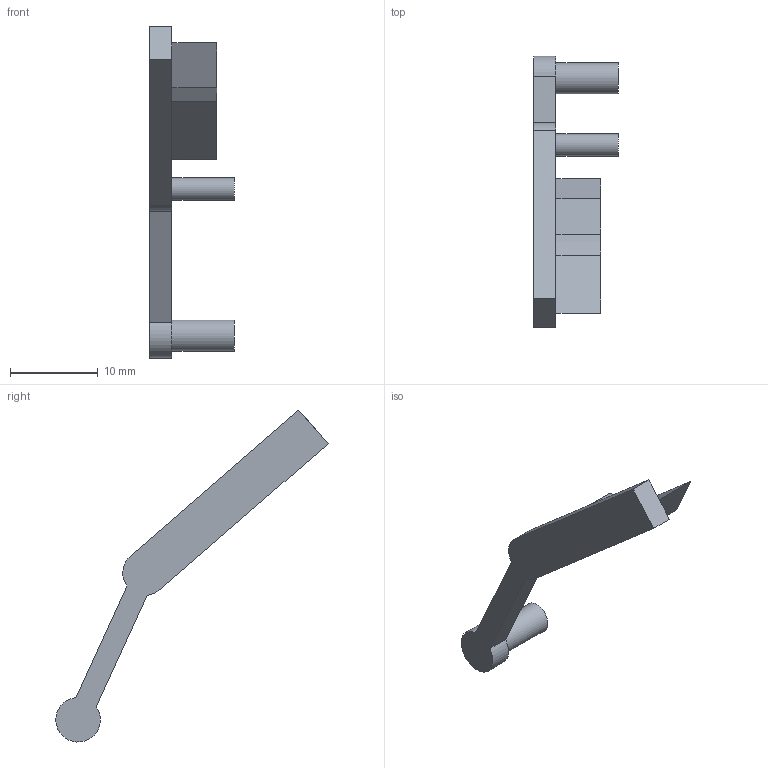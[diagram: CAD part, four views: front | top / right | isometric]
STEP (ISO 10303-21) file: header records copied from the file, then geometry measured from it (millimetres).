
FILE_DESCRIPTION(/* description */ (''),/* implementation_level */ '2;1');
FILE_NAME(/* name */ 'Claw Part 4.step',/* time_stamp */ '2025-12-02T22:44:12-08:00',/* author */ (''),/* organization */ (''),/* preprocessor_version */ 'ST-DEVELOPER v20.1',/* originating_system */ 'Autodesk Translation Framework v14.21.0.0',/* authorisation */ '');
FILE_SCHEMA (('AUTOMOTIVE_DESIGN { 1 0 10303 214 3 1 1 }'));
Length unit declared in the file: metre
Products named in the file (1): Claw Part 4
Bounding box: 9.65 x 31 x 37.8 mm (x, y, z)
Volume: 705 mm3; surface area: 1029.9 mm2
Topology: 1 solids, 1 shells, 24 faces, 55 edges, 36 vertices
Faces by surface type: plane 17, cylinder 7
Full cylindrical faces by diameter (mm): 2.286 x1, 2.54 x1, 3.556 x1
Entity records: 717 total; most frequent: DIRECTION 119, CARTESIAN_POINT 116, ORIENTED_EDGE 110, EDGE_CURVE 55, LINE 41, VECTOR 41, AXIS2_PLACEMENT_3D 39, VERTEX_POINT 36
